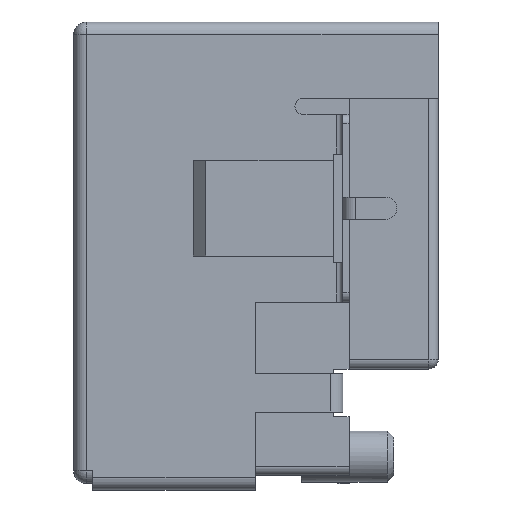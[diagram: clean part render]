
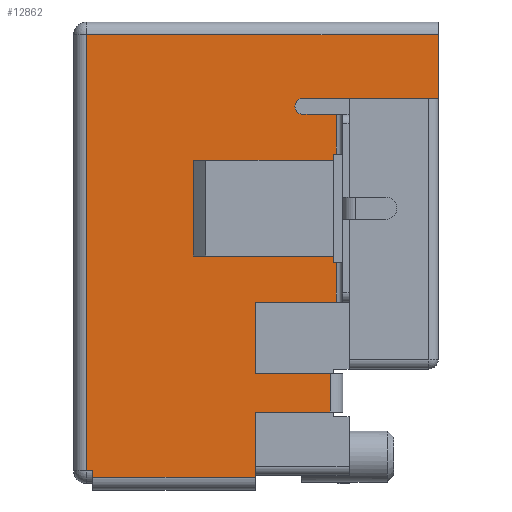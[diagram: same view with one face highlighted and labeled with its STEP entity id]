
A CAD part, left-side view. The second image highlights one B-rep face of the part: STEP entity #12862.
In plain terms, the highlighted planar face has unit normal (-1, 0, 0).
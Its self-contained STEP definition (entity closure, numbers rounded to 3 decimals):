
#943=DIRECTION('',(0.,0.,-1.));
#944=VECTOR('',#943,2.);
#945=CARTESIAN_POINT('',(-7.,-6.19,-0.4));
#946=LINE('',#945,#944);
#3941=DIRECTION('',(0.,-1.,0.));
#3942=VECTOR('',#3941,4.25);
#3943=CARTESIAN_POINT('',(-7.,-1.94,-2.4));
#3944=LINE('',#3943,#3942);
#4757=DIRECTION('',(0.,0.,1.));
#4758=VECTOR('',#4757,2.05);
#4759=CARTESIAN_POINT('',(-7.,-0.44,-14.3));
#4760=LINE('',#4759,#4758);
#5215=DIRECTION('',(0.,0.,1.));
#5216=VECTOR('',#5215,3.);
#5217=CARTESIAN_POINT('',(-7.,1.51,-7.35));
#5218=LINE('',#5217,#5216);
#5222=DIRECTION('',(0.,-1.,0.));
#5223=VECTOR('',#5222,4.4);
#5224=CARTESIAN_POINT('',(-7.,1.51,-7.35));
#5225=LINE('',#5224,#5223);
#5229=DIRECTION('',(0.,0.,-1.));
#5230=VECTOR('',#5229,0.2);
#5231=CARTESIAN_POINT('',(-7.,-2.89,-7.35));
#5232=LINE('',#5231,#5230);
#5236=DIRECTION('',(0.,-1.,0.));
#5237=VECTOR('',#5236,0.1);
#5238=CARTESIAN_POINT('',(-7.,-2.89,-7.55));
#5239=LINE('',#5238,#5237);
#5243=DIRECTION('',(0.,0.,-1.));
#5244=VECTOR('',#5243,1.25);
#5245=CARTESIAN_POINT('',(-7.,-2.99,-7.55));
#5246=LINE('',#5245,#5244);
#5250=DIRECTION('',(0.,1.,0.));
#5251=VECTOR('',#5250,2.55);
#5252=CARTESIAN_POINT('',(-7.,-2.99,-8.8));
#5253=LINE('',#5252,#5251);
#5257=DIRECTION('',(0.,0.,-1.));
#5258=VECTOR('',#5257,2.25);
#5259=CARTESIAN_POINT('',(-7.,-0.44,-8.8));
#5260=LINE('',#5259,#5258);
#5264=DIRECTION('',(0.,-1.,0.));
#5265=VECTOR('',#5264,2.35);
#5266=CARTESIAN_POINT('',(-7.,-0.44,-11.05));
#5267=LINE('',#5266,#5265);
#5271=DIRECTION('',(0.,0.,1.));
#5272=VECTOR('',#5271,1.2);
#5273=CARTESIAN_POINT('',(-7.,-2.79,-12.25));
#5274=LINE('',#5273,#5272);
#5278=DIRECTION('',(0.,1.,0.));
#5279=VECTOR('',#5278,2.35);
#5280=CARTESIAN_POINT('',(-7.,-2.79,-12.25));
#5281=LINE('',#5280,#5279);
#5285=DIRECTION('',(0.,1.,0.));
#5286=VECTOR('',#5285,5.1);
#5287=CARTESIAN_POINT('',(-7.,-0.44,-14.3));
#5288=LINE('',#5287,#5286);
#5292=DIRECTION('',(0.,0.,1.));
#5293=VECTOR('',#5292,0.2);
#5294=CARTESIAN_POINT('',(-7.,4.66,-14.3));
#5295=LINE('',#5294,#5293);
#5299=DIRECTION('',(0.,-1.,0.));
#5300=VECTOR('',#5299,0.2);
#5301=CARTESIAN_POINT('',(-7.,4.86,-14.1));
#5302=LINE('',#5301,#5300);
#5306=DIRECTION('',(0.,0.,-1.));
#5307=VECTOR('',#5306,13.7);
#5308=CARTESIAN_POINT('',(-7.,4.86,-0.4));
#5309=LINE('',#5308,#5307);
#5313=DIRECTION('',(0.,-1.,0.));
#5314=VECTOR('',#5313,11.05);
#5315=CARTESIAN_POINT('',(-7.,4.86,-0.4));
#5316=LINE('',#5315,#5314);
#5320=CARTESIAN_POINT('',(-7.,-1.94,-2.65));
#5321=DIRECTION('',(-1.,0.,0.));
#5322=DIRECTION('',(0.,0.,1.));
#5323=AXIS2_PLACEMENT_3D('',#5320,#5321,#5322);
#5328=DIRECTION('',(0.,-1.,0.));
#5329=VECTOR('',#5328,1.05);
#5330=CARTESIAN_POINT('',(-7.,-1.94,-2.9));
#5331=LINE('',#5330,#5329);
#5335=DIRECTION('',(0.,0.,-1.));
#5336=VECTOR('',#5335,1.25);
#5337=CARTESIAN_POINT('',(-7.,-2.99,-2.9));
#5338=LINE('',#5337,#5336);
#5342=DIRECTION('',(0.,1.,0.));
#5343=VECTOR('',#5342,0.1);
#5344=CARTESIAN_POINT('',(-7.,-2.99,-4.15));
#5345=LINE('',#5344,#5343);
#5349=DIRECTION('',(0.,0.,-1.));
#5350=VECTOR('',#5349,0.2);
#5351=CARTESIAN_POINT('',(-7.,-2.89,-4.15));
#5352=LINE('',#5351,#5350);
#5356=DIRECTION('',(0.,-1.,0.));
#5357=VECTOR('',#5356,4.4);
#5358=CARTESIAN_POINT('',(-7.,1.51,-4.35));
#5359=LINE('',#5358,#5357);
#7654=CARTESIAN_POINT('',(-7.,-6.19,-0.4));
#7656=VERTEX_POINT('',#7654);
#7657=CARTESIAN_POINT('',(-7.,4.86,-0.4));
#7658=VERTEX_POINT('',#7657);
#7679=CARTESIAN_POINT('',(-7.,4.86,-14.1));
#7680=VERTEX_POINT('',#7679);
#7685=CARTESIAN_POINT('',(-7.,4.66,-14.1));
#7686=VERTEX_POINT('',#7685);
#7695=CARTESIAN_POINT('',(-7.,4.66,-14.3));
#7696=VERTEX_POINT('',#7695);
#7703=CARTESIAN_POINT('',(-7.,-0.44,-14.3));
#7704=VERTEX_POINT('',#7703);
#7737=CARTESIAN_POINT('',(-7.,-0.44,-12.25));
#7738=VERTEX_POINT('',#7737);
#7883=CARTESIAN_POINT('',(-7.,-2.79,-12.25));
#7884=VERTEX_POINT('',#7883);
#7885=CARTESIAN_POINT('',(-7.,-6.19,-2.4));
#7886=VERTEX_POINT('',#7885);
#7889=CARTESIAN_POINT('',(-7.,-0.44,-8.8));
#7890=CARTESIAN_POINT('',(-7.,-0.44,-11.05));
#7891=VERTEX_POINT('',#7889);
#7892=VERTEX_POINT('',#7890);
#7893=CARTESIAN_POINT('',(-7.,-1.94,-2.4));
#7894=CARTESIAN_POINT('',(-7.,-1.94,-2.9));
#7895=VERTEX_POINT('',#7893);
#7896=VERTEX_POINT('',#7894);
#8017=CARTESIAN_POINT('',(-7.,-2.89,-4.15));
#8019=VERTEX_POINT('',#8017);
#8021=CARTESIAN_POINT('',(-7.,-2.89,-7.55));
#8023=VERTEX_POINT('',#8021);
#8045=CARTESIAN_POINT('',(-7.,-2.99,-2.9));
#8046=CARTESIAN_POINT('',(-7.,-2.99,-4.15));
#8047=VERTEX_POINT('',#8045);
#8048=VERTEX_POINT('',#8046);
#8053=CARTESIAN_POINT('',(-7.,-2.99,-7.55));
#8054=CARTESIAN_POINT('',(-7.,-2.99,-8.8));
#8055=VERTEX_POINT('',#8053);
#8056=VERTEX_POINT('',#8054);
#8153=CARTESIAN_POINT('',(-7.,-2.79,-11.05));
#8154=VERTEX_POINT('',#8153);
#8209=CARTESIAN_POINT('',(-7.,-2.89,-4.35));
#8210=VERTEX_POINT('',#8209);
#8211=CARTESIAN_POINT('',(-7.,-2.89,-7.35));
#8212=VERTEX_POINT('',#8211);
#8217=CARTESIAN_POINT('',(-7.,1.51,-4.35));
#8219=VERTEX_POINT('',#8217);
#8223=CARTESIAN_POINT('',(-7.,1.51,-7.35));
#8224=VERTEX_POINT('',#8223);
#12821=CARTESIAN_POINT('',(-7.,5.26,0.));
#12822=DIRECTION('',(-1.,0.,0.));
#12823=DIRECTION('',(0.,-1.,0.));
#12824=AXIS2_PLACEMENT_3D('',#12821,#12822,#12823);
#12825=PLANE('',#12824);
#12827=ORIENTED_EDGE('',*,*,#12826,.F.);
#12829=ORIENTED_EDGE('',*,*,#12828,.T.);
#12830=ORIENTED_EDGE('',*,*,#11345,.T.);
#12832=ORIENTED_EDGE('',*,*,#12831,.T.);
#12834=ORIENTED_EDGE('',*,*,#12833,.T.);
#12836=ORIENTED_EDGE('',*,*,#12835,.T.);
#12837=ORIENTED_EDGE('',*,*,#11744,.T.);
#12838=ORIENTED_EDGE('',*,*,#11929,.T.);
#12839=ORIENTED_EDGE('',*,*,#11979,.F.);
#12840=ORIENTED_EDGE('',*,*,#12055,.T.);
#12841=ORIENTED_EDGE('',*,*,#12381,.F.);
#12842=ORIENTED_EDGE('',*,*,#12774,.T.);
#12843=ORIENTED_EDGE('',*,*,#12787,.T.);
#12844=ORIENTED_EDGE('',*,*,#12804,.F.);
#12845=ORIENTED_EDGE('',*,*,#12671,.F.);
#12847=ORIENTED_EDGE('',*,*,#12846,.T.);
#12848=ORIENTED_EDGE('',*,*,#9547,.T.);
#12849=ORIENTED_EDGE('',*,*,#11788,.F.);
#12851=ORIENTED_EDGE('',*,*,#12850,.T.);
#12852=ORIENTED_EDGE('',*,*,#11620,.T.);
#12854=ORIENTED_EDGE('',*,*,#12853,.T.);
#12856=ORIENTED_EDGE('',*,*,#12855,.T.);
#12857=ORIENTED_EDGE('',*,*,#11353,.T.);
#12859=ORIENTED_EDGE('',*,*,#12858,.F.);
#12860=EDGE_LOOP('',(#12827,#12829,#12830,#12832,#12834,#12836,#12837,#12838,
#12839,#12840,#12841,#12842,#12843,#12844,#12845,#12847,#12848,#12849,#12851,
#12852,#12854,#12856,#12857,#12859));
#12861=FACE_OUTER_BOUND('',#12860,.F.);
#12862=ADVANCED_FACE('',(#12861),#12825,.T.);
#5324=CIRCLE('',#5323,0.25);
#9547=EDGE_CURVE('',#7656,#7886,#946,.T.);
#11345=EDGE_CURVE('',#8212,#8023,#5232,.T.);
#11353=EDGE_CURVE('',#8019,#8210,#5352,.T.);
#11620=EDGE_CURVE('',#7896,#8047,#5331,.T.);
#11744=EDGE_CURVE('',#7891,#7892,#5260,.T.);
#11788=EDGE_CURVE('',#7895,#7886,#3944,.T.);
#11929=EDGE_CURVE('',#7892,#8154,#5267,.T.);
#11979=EDGE_CURVE('',#7884,#8154,#5274,.T.);
#12055=EDGE_CURVE('',#7884,#7738,#5281,.T.);
#12381=EDGE_CURVE('',#7704,#7738,#4760,.T.);
#12671=EDGE_CURVE('',#7658,#7680,#5309,.T.);
#12774=EDGE_CURVE('',#7704,#7696,#5288,.T.);
#12787=EDGE_CURVE('',#7696,#7686,#5295,.T.);
#12804=EDGE_CURVE('',#7680,#7686,#5302,.T.);
#12826=EDGE_CURVE('',#8224,#8219,#5218,.T.);
#12828=EDGE_CURVE('',#8224,#8212,#5225,.T.);
#12831=EDGE_CURVE('',#8023,#8055,#5239,.T.);
#12833=EDGE_CURVE('',#8055,#8056,#5246,.T.);
#12835=EDGE_CURVE('',#8056,#7891,#5253,.T.);
#12846=EDGE_CURVE('',#7658,#7656,#5316,.T.);
#12850=EDGE_CURVE('',#7895,#7896,#5324,.T.);
#12853=EDGE_CURVE('',#8047,#8048,#5338,.T.);
#12855=EDGE_CURVE('',#8048,#8019,#5345,.T.);
#12858=EDGE_CURVE('',#8219,#8210,#5359,.T.);
